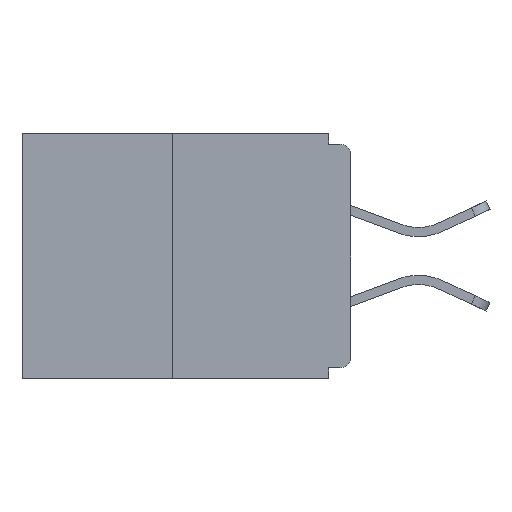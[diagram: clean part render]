
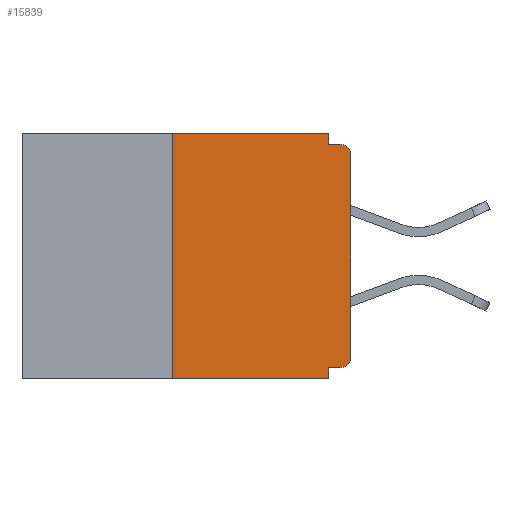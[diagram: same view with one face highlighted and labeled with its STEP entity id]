
A CAD part, left-side view. The second image highlights one B-rep face of the part: STEP entity #15839.
In plain terms, the highlighted planar face has unit normal (-1, 0, 0).
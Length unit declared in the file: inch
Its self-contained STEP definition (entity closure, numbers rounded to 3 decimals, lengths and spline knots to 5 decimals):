
#387 = DIRECTION ( 'NONE',  ( -1., 0., 0. ) ) ;
#635 = LINE ( 'NONE', #10483, #11336 ) ;
#920 = LINE ( 'NONE', #5883, #13447 ) ;
#1056 = ORIENTED_EDGE ( 'NONE', *, *, #5444, .F. ) ;
#1327 = CARTESIAN_POINT ( 'NONE',  ( 0., 0.46, -0.343 ) ) ;
#1715 = CIRCLE ( 'NONE', #13203, 0.015 ) ;
#1777 = DIRECTION ( 'NONE',  ( 0., 1., 0. ) ) ;
#1842 = ORIENTED_EDGE ( 'NONE', *, *, #18743, .T. ) ;
#1924 = CARTESIAN_POINT ( 'NONE',  ( 0., 0.46, 0. ) ) ;
#2108 = ORIENTED_EDGE ( 'NONE', *, *, #9840, .T. ) ;
#2119 = DIRECTION ( 'NONE',  ( 0., 0., 1. ) ) ;
#2348 = DIRECTION ( 'NONE',  ( 0., -1., 0. ) ) ;
#2641 = LINE ( 'NONE', #16136, #7207 ) ;
#3637 = ORIENTED_EDGE ( 'NONE', *, *, #9511, .F. ) ;
#3668 = CARTESIAN_POINT ( 'NONE',  ( 0., 0.031, -0.343 ) ) ;
#3984 = ORIENTED_EDGE ( 'NONE', *, *, #7349, .F. ) ;
#4235 = VECTOR ( 'NONE', #7270, 39.37008 ) ;
#4515 = VERTEX_POINT ( 'NONE', #8864 ) ;
#5063 = VERTEX_POINT ( 'NONE', #15364 ) ;
#5162 = CARTESIAN_POINT ( 'NONE',  ( 0., 0.031, -0.328 ) ) ;
#5184 = DIRECTION ( 'NONE',  ( 0., 0., -1. ) ) ;
#5444 = EDGE_CURVE ( 'NONE', #13718, #9017, #5768, .T. ) ;
#5768 = LINE ( 'NONE', #12556, #12324 ) ;
#5883 = CARTESIAN_POINT ( 'NONE',  ( 0., 0.031, 0. ) ) ;
#5980 = EDGE_CURVE ( 'NONE', #10846, #13718, #920, .T. ) ;
#6176 = VECTOR ( 'NONE', #2119, 39.37008 ) ;
#6325 = DIRECTION ( 'NONE',  ( 1., 0., 0. ) ) ;
#6593 = EDGE_CURVE ( 'NONE', #5063, #10846, #12260, .T. ) ;
#7207 = VECTOR ( 'NONE', #9004, 39.37008 ) ;
#7270 = DIRECTION ( 'NONE',  ( 0., -1., 0. ) ) ;
#7349 = EDGE_CURVE ( 'NONE', #9461, #13981, #635, .T. ) ;
#7660 = DIRECTION ( 'NONE',  ( -1., 0., 0. ) ) ;
#8160 = CIRCLE ( 'NONE', #16581, 0.015 ) ;
#8252 = EDGE_CURVE ( 'NONE', #13981, #14449, #14313, .T. ) ;
#8316 = ORIENTED_EDGE ( 'NONE', *, *, #5980, .F. ) ;
#8664 = CARTESIAN_POINT ( 'NONE',  ( 0., 0.015, -0.015 ) ) ;
#8864 = CARTESIAN_POINT ( 'NONE',  ( 0., 0., -0.03 ) ) ;
#9004 = DIRECTION ( 'NONE',  ( 0., 0., 1. ) ) ;
#9017 = VERTEX_POINT ( 'NONE', #8664 ) ;
#9279 = DIRECTION ( 'NONE',  ( 0., 0., -1. ) ) ;
#9461 = VERTEX_POINT ( 'NONE', #10079 ) ;
#9511 = EDGE_CURVE ( 'NONE', #17538, #5063, #2641, .T. ) ;
#9592 = CARTESIAN_POINT ( 'NONE',  ( 0., 0.25, -0.343 ) ) ;
#9840 = EDGE_CURVE ( 'NONE', #9461, #14249, #1715, .T. ) ;
#10079 = CARTESIAN_POINT ( 'NONE',  ( 0., 0.015, -0.328 ) ) ;
#10483 = CARTESIAN_POINT ( 'NONE',  ( 0., 0., -0.328 ) ) ;
#10701 = CARTESIAN_POINT ( 'NONE',  ( 0., 0.031, -0.343 ) ) ;
#10846 = VERTEX_POINT ( 'NONE', #13666 ) ;
#11043 = CARTESIAN_POINT ( 'NONE',  ( 0., 0.46, 0. ) ) ;
#11336 = VECTOR ( 'NONE', #1777, 39.37008 ) ;
#12260 = LINE ( 'NONE', #11043, #18147 ) ;
#12324 = VECTOR ( 'NONE', #16855, 39.37008 ) ;
#12556 = CARTESIAN_POINT ( 'NONE',  ( 0., 0., -0.015 ) ) ;
#12906 = CARTESIAN_POINT ( 'NONE',  ( 0., 0.031, -0.015 ) ) ;
#12925 = ORIENTED_EDGE ( 'NONE', *, *, #8252, .F. ) ;
#13203 = AXIS2_PLACEMENT_3D ( 'NONE', #16295, #7660, #16358 ) ;
#13447 = VECTOR ( 'NONE', #17452, 39.37008 ) ;
#13488 = PLANE ( 'NONE',  #14744 ) ;
#13538 = LINE ( 'NONE', #1327, #4235 ) ;
#13666 = CARTESIAN_POINT ( 'NONE',  ( 0., 0.031, 0. ) ) ;
#13718 = VERTEX_POINT ( 'NONE', #12906 ) ;
#13872 = FACE_OUTER_BOUND ( 'NONE', #15159, .T. ) ;
#13981 = VERTEX_POINT ( 'NONE', #5162 ) ;
#14249 = VERTEX_POINT ( 'NONE', #17247 ) ;
#14313 = LINE ( 'NONE', #3668, #17222 ) ;
#14449 = VERTEX_POINT ( 'NONE', #10701 ) ;
#14744 = AXIS2_PLACEMENT_3D ( 'NONE', #1924, #6325, #16383 ) ;
#15013 = CARTESIAN_POINT ( 'NONE',  ( 0., 0., 0. ) ) ;
#15122 = EDGE_CURVE ( 'NONE', #14249, #4515, #18391, .T. ) ;
#15159 = EDGE_LOOP ( 'NONE', ( #15234, #3637, #1842, #12925, #3984, #2108, #16883, #17200, #1056, #8316 ) ) ;
#15234 = ORIENTED_EDGE ( 'NONE', *, *, #6593, .F. ) ;
#15364 = CARTESIAN_POINT ( 'NONE',  ( 0., 0.25, 0. ) ) ;
#15839 = ADVANCED_FACE ( 'NONE', ( #13872 ), #13488, .F. ) ;
#16136 = CARTESIAN_POINT ( 'NONE',  ( 0., 0.25, 0. ) ) ;
#16295 = CARTESIAN_POINT ( 'NONE',  ( 0., 0.015, -0.313 ) ) ;
#16358 = DIRECTION ( 'NONE',  ( 0., 0., -1. ) ) ;
#16383 = DIRECTION ( 'NONE',  ( 0., 0., -1. ) ) ;
#16581 = AXIS2_PLACEMENT_3D ( 'NONE', #17904, #387, #9279 ) ;
#16855 = DIRECTION ( 'NONE',  ( 0., -1., 0. ) ) ;
#16883 = ORIENTED_EDGE ( 'NONE', *, *, #15122, .T. ) ;
#17200 = ORIENTED_EDGE ( 'NONE', *, *, #17769, .T. ) ;
#17222 = VECTOR ( 'NONE', #5184, 39.37008 ) ;
#17247 = CARTESIAN_POINT ( 'NONE',  ( 0., 0., -0.313 ) ) ;
#17452 = DIRECTION ( 'NONE',  ( 0., 0., -1. ) ) ;
#17538 = VERTEX_POINT ( 'NONE', #9592 ) ;
#17769 = EDGE_CURVE ( 'NONE', #4515, #9017, #8160, .T. ) ;
#17904 = CARTESIAN_POINT ( 'NONE',  ( 0., 0.015, -0.03 ) ) ;
#18147 = VECTOR ( 'NONE', #2348, 39.37008 ) ;
#18391 = LINE ( 'NONE', #15013, #6176 ) ;
#18743 = EDGE_CURVE ( 'NONE', #17538, #14449, #13538, .T. ) ;
